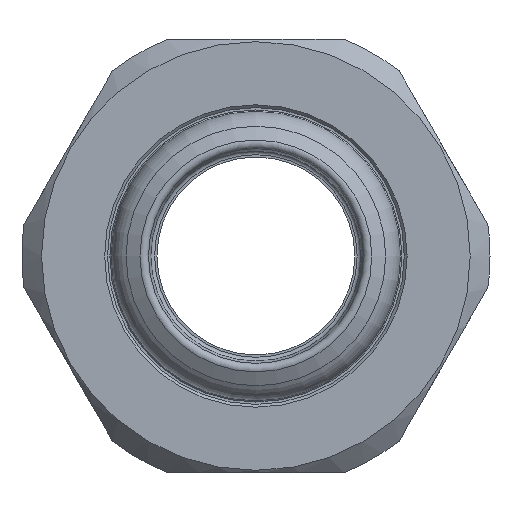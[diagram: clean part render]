
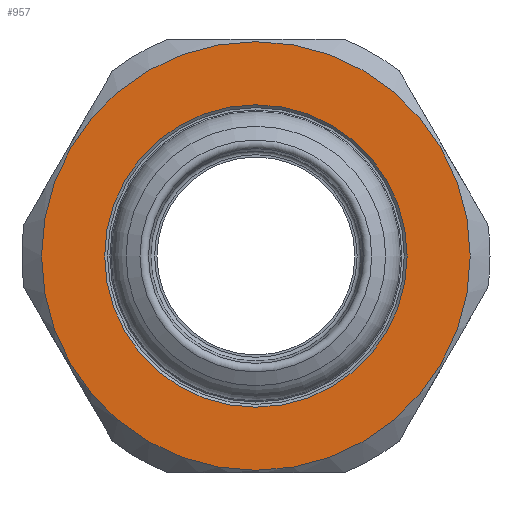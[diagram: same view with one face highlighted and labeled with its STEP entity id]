
A CAD part, left-side view. The second image highlights one B-rep face of the part: STEP entity #957.
In plain terms, the highlighted planar face has unit normal (-1, 0, 0).
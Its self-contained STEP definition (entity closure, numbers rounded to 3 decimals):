
#36=FACE_BOUND('',#185,.T.);
#91=PLANE('',#1127);
#120=FACE_OUTER_BOUND('',#184,.T.);
#184=EDGE_LOOP('',(#738));
#185=EDGE_LOOP('',(#739));
#339=CIRCLE('',#1107,22.75);
#349=CIRCLE('',#1126,16.05);
#437=VERTEX_POINT('',#1691);
#446=VERTEX_POINT('',#1726);
#538=EDGE_CURVE('',#437,#437,#339,.T.);
#552=EDGE_CURVE('',#446,#446,#349,.T.);
#738=ORIENTED_EDGE('',*,*,#538,.T.);
#739=ORIENTED_EDGE('',*,*,#552,.F.);
#957=ADVANCED_FACE('',(#120,#36),#91,.T.);
#1107=AXIS2_PLACEMENT_3D('',#1693,#1303,#1304);
#1126=AXIS2_PLACEMENT_3D('',#1727,#1344,#1345);
#1127=AXIS2_PLACEMENT_3D('',#1729,#1347,#1348);
#1303=DIRECTION('center_axis',(-1.,0.,0.));
#1304=DIRECTION('ref_axis',(0.,1.,0.));
#1344=DIRECTION('center_axis',(-1.,0.,0.));
#1345=DIRECTION('ref_axis',(0.,0.,-1.));
#1347=DIRECTION('center_axis',(-1.,0.,0.));
#1348=DIRECTION('ref_axis',(0.,0.,1.));
#1691=CARTESIAN_POINT('',(-19.,-22.75,0.));
#1693=CARTESIAN_POINT('Origin',(-19.,0.,0.));
#1726=CARTESIAN_POINT('',(-19.,0.,16.05));
#1727=CARTESIAN_POINT('Origin',(-19.,0.,0.));
#1729=CARTESIAN_POINT('Origin',(-19.,0.,0.));
